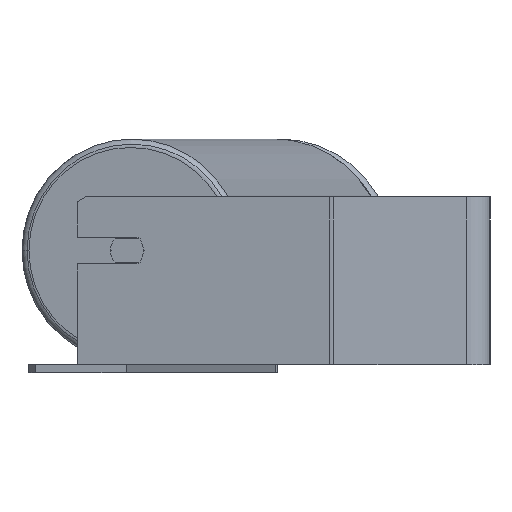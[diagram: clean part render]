
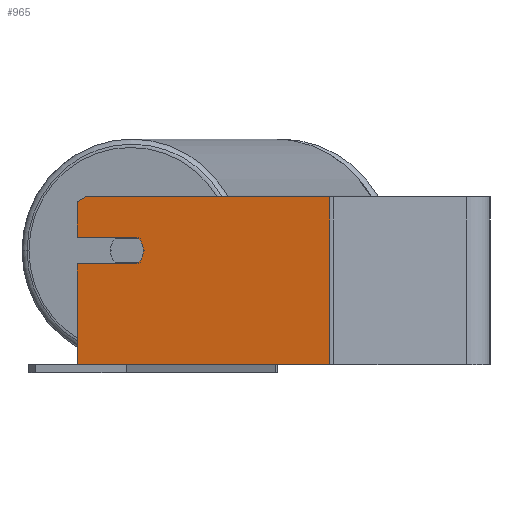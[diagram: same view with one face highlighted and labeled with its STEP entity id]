
A CAD part, left-side view. The second image highlights one B-rep face of the part: STEP entity #965.
In plain terms, the highlighted planar face has unit normal (-0.985, 0.174, 0).
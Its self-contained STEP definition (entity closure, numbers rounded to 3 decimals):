
#309 = VERTEX_POINT ( 'NONE', #9319 ) ;
#379 = VERTEX_POINT ( 'NONE', #3001 ) ;
#434 = VERTEX_POINT ( 'NONE', #8959 ) ;
#499 = LINE ( 'NONE', #5667, #8504 ) ;
#507 = CARTESIAN_POINT ( 'NONE',  ( -783.252, 246.151, 50. ) ) ;
#572 = EDGE_CURVE ( 'NONE', #6527, #7508, #7295, .T. ) ;
#627 = VERTEX_POINT ( 'NONE', #4771 ) ;
#720 = DIRECTION ( 'NONE',  ( 0.15, 0.853, -0.5 ) ) ;
#792 = VECTOR ( 'NONE', #2415, 1000. ) ;
#842 = VECTOR ( 'NONE', #6784, 1000. ) ;
#945 = CARTESIAN_POINT ( 'NONE',  ( -783.252, 246.151, 50. ) ) ;
#965 = ADVANCED_FACE ( 'NONE', ( #6254 ), #8380, .F. ) ;
#995 = LINE ( 'NONE', #945, #842 ) ;
#1027 = VERTEX_POINT ( 'NONE', #6567 ) ;
#1337 = LINE ( 'NONE', #2793, #6591 ) ;
#1394 = CIRCLE ( 'NONE', #6093, 10. ) ;
#1460 = CARTESIAN_POINT ( 'NONE',  ( -789.503, 210.698, 10. ) ) ;
#1535 = EDGE_LOOP ( 'NONE', ( #4032, #6395, #3366, #6764, #4207, #3295, #5430, #6056, #6096, #3822 ) ) ;
#1716 = CARTESIAN_POINT ( 'NONE',  ( -789.503, 210.698, 10. ) ) ;
#1910 = LINE ( 'NONE', #1716, #9000 ) ;
#2011 = DIRECTION ( 'NONE',  ( 0., 0., -1. ) ) ;
#2415 = DIRECTION ( 'NONE',  ( 0., 0., -1. ) ) ;
#2450 = VECTOR ( 'NONE', #4341, 1000. ) ;
#2485 = DIRECTION ( 'NONE',  ( -0.985, 0.174, 0. ) ) ;
#2663 = DIRECTION ( 'NONE',  ( 0.985, -0.174, 0. ) ) ;
#2793 = CARTESIAN_POINT ( 'NONE',  ( -783.252, 246.151, 50. ) ) ;
#3001 = CARTESIAN_POINT ( 'NONE',  ( -809.787, 95.66, 50. ) ) ;
#3112 = DIRECTION ( 'NONE',  ( -0.985, 0.174, 0. ) ) ;
#3126 = DIRECTION ( 'NONE',  ( -0.174, -0.985, 0. ) ) ;
#3248 = CARTESIAN_POINT ( 'NONE',  ( -789.503, 210.698, 26. ) ) ;
#3250 = CARTESIAN_POINT ( 'NONE',  ( -809.787, 95.66, 50. ) ) ;
#3283 = EDGE_CURVE ( 'NONE', #434, #7508, #499, .T. ) ;
#3295 = ORIENTED_EDGE ( 'NONE', *, *, #5788, .F. ) ;
#3366 = ORIENTED_EDGE ( 'NONE', *, *, #3283, .T. ) ;
#3540 = LINE ( 'NONE', #5027, #4756 ) ;
#3822 = ORIENTED_EDGE ( 'NONE', *, *, #4065, .F. ) ;
#3903 = DIRECTION ( 'NONE',  ( 0.174, 0.985, 0. ) ) ;
#4025 = CARTESIAN_POINT ( 'NONE',  ( -788.461, 216.607, 18. ) ) ;
#4030 = EDGE_CURVE ( 'NONE', #1027, #6527, #1394, .T. ) ;
#4032 = ORIENTED_EDGE ( 'NONE', *, *, #7405, .F. ) ;
#4065 = EDGE_CURVE ( 'NONE', #379, #627, #6044, .T. ) ;
#4207 = ORIENTED_EDGE ( 'NONE', *, *, #4030, .F. ) ;
#4285 = DIRECTION ( 'NONE',  ( -0.174, -0.985, 0. ) ) ;
#4341 = DIRECTION ( 'NONE',  ( -0.174, -0.985, 0. ) ) ;
#4590 = EDGE_CURVE ( 'NONE', #309, #627, #6131, .T. ) ;
#4756 = VECTOR ( 'NONE', #720, 1000. ) ;
#4771 = CARTESIAN_POINT ( 'NONE',  ( -809.787, 95.66, -50. ) ) ;
#5027 = CARTESIAN_POINT ( 'NONE',  ( -783.252, 246.151, 47.113 ) ) ;
#5062 = AXIS2_PLACEMENT_3D ( 'NONE', #6192, #2485, #5479 ) ;
#5141 = CARTESIAN_POINT ( 'NONE',  ( -783.252, 246.151, 26. ) ) ;
#5430 = ORIENTED_EDGE ( 'NONE', *, *, #5852, .F. ) ;
#5479 = DIRECTION ( 'NONE',  ( -0.174, -0.985, 0. ) ) ;
#5586 = DIRECTION ( 'NONE',  ( 0.174, 0.985, 0. ) ) ;
#5667 = CARTESIAN_POINT ( 'NONE',  ( -783.252, 246.151, 50. ) ) ;
#5788 = EDGE_CURVE ( 'NONE', #7146, #1027, #5977, .T. ) ;
#5852 = EDGE_CURVE ( 'NONE', #8395, #7146, #1910, .T. ) ;
#5977 = CIRCLE ( 'NONE', #5062, 10. ) ;
#6044 = LINE ( 'NONE', #3250, #792 ) ;
#6056 = ORIENTED_EDGE ( 'NONE', *, *, #6904, .T. ) ;
#6093 = AXIS2_PLACEMENT_3D ( 'NONE', #4025, #3112, #6220 ) ;
#6096 = ORIENTED_EDGE ( 'NONE', *, *, #4590, .T. ) ;
#6131 = LINE ( 'NONE', #8294, #2450 ) ;
#6159 = CARTESIAN_POINT ( 'NONE',  ( -783.252, 246.151, 10. ) ) ;
#6192 = CARTESIAN_POINT ( 'NONE',  ( -788.461, 216.607, 18. ) ) ;
#6210 = VECTOR ( 'NONE', #3903, 1000. ) ;
#6220 = DIRECTION ( 'NONE',  ( -0.174, -0.985, 0. ) ) ;
#6254 = FACE_OUTER_BOUND ( 'NONE', #1535, .T. ) ;
#6395 = ORIENTED_EDGE ( 'NONE', *, *, #6799, .T. ) ;
#6527 = VERTEX_POINT ( 'NONE', #3248 ) ;
#6567 = CARTESIAN_POINT ( 'NONE',  ( -790.198, 206.759, 18. ) ) ;
#6591 = VECTOR ( 'NONE', #4285, 1000. ) ;
#6606 = CARTESIAN_POINT ( 'NONE',  ( -789.503, 210.698, 26. ) ) ;
#6764 = ORIENTED_EDGE ( 'NONE', *, *, #572, .F. ) ;
#6784 = DIRECTION ( 'NONE',  ( 0., 0., -1. ) ) ;
#6799 = EDGE_CURVE ( 'NONE', #7697, #434, #3540, .T. ) ;
#6904 = EDGE_CURVE ( 'NONE', #8395, #309, #995, .T. ) ;
#7146 = VERTEX_POINT ( 'NONE', #1460 ) ;
#7295 = LINE ( 'NONE', #6606, #6210 ) ;
#7405 = EDGE_CURVE ( 'NONE', #7697, #379, #1337, .T. ) ;
#7445 = CARTESIAN_POINT ( 'NONE',  ( -784.12, 241.227, 50. ) ) ;
#7508 = VERTEX_POINT ( 'NONE', #5141 ) ;
#7697 = VERTEX_POINT ( 'NONE', #7445 ) ;
#7877 = AXIS2_PLACEMENT_3D ( 'NONE', #507, #2663, #5586 ) ;
#8294 = CARTESIAN_POINT ( 'NONE',  ( -783.252, 246.151, -50. ) ) ;
#8380 = PLANE ( 'NONE',  #7877 ) ;
#8395 = VERTEX_POINT ( 'NONE', #6159 ) ;
#8504 = VECTOR ( 'NONE', #2011, 1000. ) ;
#8959 = CARTESIAN_POINT ( 'NONE',  ( -783.252, 246.151, 47.113 ) ) ;
#9000 = VECTOR ( 'NONE', #3126, 1000. ) ;
#9319 = CARTESIAN_POINT ( 'NONE',  ( -783.252, 246.151, -50. ) ) ;
